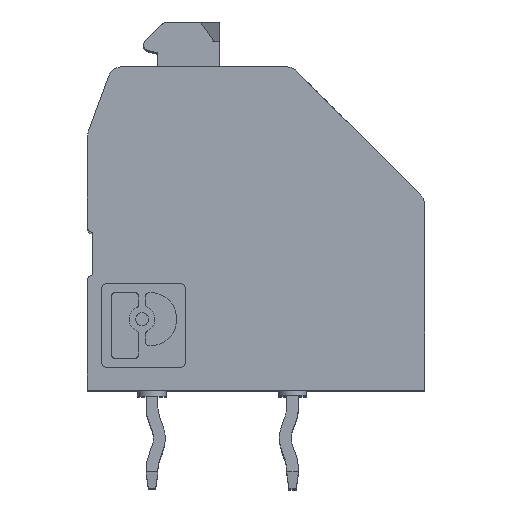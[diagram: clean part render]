
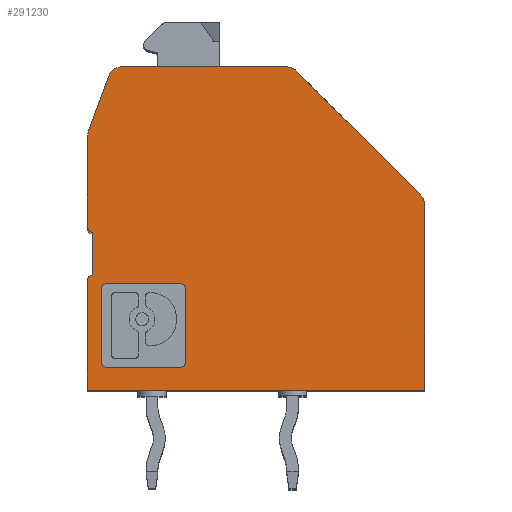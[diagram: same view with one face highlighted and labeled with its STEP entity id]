
A CAD part, top view. The second image highlights one B-rep face of the part: STEP entity #291230.
In plain terms, the highlighted planar face has unit normal (0, 0, 1).
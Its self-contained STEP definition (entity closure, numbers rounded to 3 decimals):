
#9870=CARTESIAN_POINT('',(11.439,0.,23.93));
#9880=DIRECTION('',(0.,0.,1.));
#9890=DIRECTION('',(1.,0.,0.));
#9900=AXIS2_PLACEMENT_3D('',#9870,#9880,#9890);
#9910=PLANE('',#9900);
#95540=CARTESIAN_POINT('',(0.,11.5,23.93));
#95550=DIRECTION('',(1.,0.,0.));
#95560=VECTOR('',#95550,1.);
#95570=LINE('',#95540,#95560);
#95580=CARTESIAN_POINT('',(1.224,11.5,23.93));
#95590=VERTEX_POINT('',#95580);
#95600=CARTESIAN_POINT('',(7.093,11.5,23.93));
#95610=VERTEX_POINT('',#95600);
#95620=EDGE_CURVE('',#95590,#95610,#95570,.T.);
#137540=CARTESIAN_POINT('',(7.446,11.354,23.93));
#137550=VERTEX_POINT('',#137540);
#137580=CARTESIAN_POINT('',(7.093,11.,23.93));
#137590=DIRECTION('',(0.,0.,-1.));
#137600=DIRECTION('',(-1.,0.,0.));
#137610=AXIS2_PLACEMENT_3D('',#137580,#137590,#137600);
#137620=CIRCLE('',#137610,0.5);
#137630=EDGE_CURVE('',#95610,#137550,#137620,.T.);
#137810=CARTESIAN_POINT('',(11.5,6.593,23.93));
#137820=DIRECTION('',(0.,0.,1.));
#137830=DIRECTION('',(1.,0.,0.));
#137840=AXIS2_PLACEMENT_3D('',#137810,#137820,#137830);
#137850=CIRCLE('',#137840,0.5);
#137860=CARTESIAN_POINT('',(12.,6.593,23.93));
#137870=VERTEX_POINT('',#137860);
#137880=CARTESIAN_POINT('',(11.854,6.946,23.93));
#137890=VERTEX_POINT('',#137880);
#137900=EDGE_CURVE('',#137870,#137890,#137850,.T.);
#138610=CARTESIAN_POINT('',(0.2,5.8,23.93));
#138620=DIRECTION('',(0.,0.,-1.));
#138630=DIRECTION('',(-1.,0.,0.));
#138640=AXIS2_PLACEMENT_3D('',#138610,#138620,#138630);
#138650=CIRCLE('',#138640,0.2);
#138660=CARTESIAN_POINT('',(0.2,5.6,23.93));
#138670=VERTEX_POINT('',#138660);
#138680=CARTESIAN_POINT('',(0.,5.8,23.93));
#138690=VERTEX_POINT('',#138680);
#138700=EDGE_CURVE('',#138670,#138690,#138650,.T.);
#139780=CARTESIAN_POINT('',(12.,0.,23.93));
#139790=VERTEX_POINT('',#139780);
#140260=CARTESIAN_POINT('',(0.,0.,23.93));
#140270=VERTEX_POINT('',#140260);
#140300=CARTESIAN_POINT('',(0.,0.,23.93));
#140310=DIRECTION('',(-1.,0.,0.));
#140320=VECTOR('',#140310,1.);
#140330=LINE('',#140300,#140320);
#140340=EDGE_CURVE('',#139790,#140270,#140330,.T.);
#152580=CARTESIAN_POINT('',(0.,0.,23.93));
#152590=DIRECTION('',(0.,1.,0.));
#152600=VECTOR('',#152590,1.);
#152610=LINE('',#152580,#152600);
#152620=CARTESIAN_POINT('',(0.,3.9,23.93));
#152630=VERTEX_POINT('',#152620);
#152640=EDGE_CURVE('',#140270,#152630,#152610,.T.);
#201380=CARTESIAN_POINT('',(12.,0.,23.93));
#201390=DIRECTION('',(0.,-1.,0.));
#201400=VECTOR('',#201390,1.);
#201410=LINE('',#201380,#201400);
#201420=EDGE_CURVE('',#137870,#139790,#201410,.T.);
#214600=CARTESIAN_POINT('',(0.2,3.9,23.93));
#214610=DIRECTION('',(0.,0.,1.));
#214620=DIRECTION('',(1.,0.,0.));
#214630=AXIS2_PLACEMENT_3D('',#214600,#214610,#214620);
#214640=CIRCLE('',#214630,0.2);
#214650=CARTESIAN_POINT('',(0.2,4.1,23.93));
#214660=VERTEX_POINT('',#214650);
#214670=EDGE_CURVE('',#214660,#152630,#214640,.T.);
#216570=CARTESIAN_POINT('',(0.,18.8,23.93));
#216580=DIRECTION('',(0.707,-0.707,0.));
#216590=VECTOR('',#216580,1.);
#216600=LINE('',#216570,#216590);
#216610=EDGE_CURVE('',#137550,#137890,#216600,.T.);
#290040=ORIENTED_EDGE('',*,*,#152640,.F.);
#290050=ORIENTED_EDGE('',*,*,#214670,.T.);
#290060=CARTESIAN_POINT('',(0.2,0.,23.93));
#290070=DIRECTION('',(0.,1.,0.));
#290080=VECTOR('',#290070,1.);
#290090=LINE('',#290060,#290080);
#290100=EDGE_CURVE('',#214660,#138670,#290090,.T.);
#290110=ORIENTED_EDGE('',*,*,#290100,.F.);
#290120=ORIENTED_EDGE('',*,*,#138700,.F.);
#290130=CARTESIAN_POINT('',(0.,0.,23.93));
#290140=DIRECTION('',(0.,1.,0.));
#290150=VECTOR('',#290140,1.);
#290160=LINE('',#290130,#290150);
#290170=CARTESIAN_POINT('',(0.,9.012,23.93));
#290180=VERTEX_POINT('',#290170);
#290190=EDGE_CURVE('',#138690,#290180,#290160,.T.);
#290200=ORIENTED_EDGE('',*,*,#290190,.F.);
#290210=CARTESIAN_POINT('',(0.5,9.012,23.93));
#290220=DIRECTION('',(0.,0.,1.));
#290230=DIRECTION('',(1.,0.,0.));
#290240=AXIS2_PLACEMENT_3D('',#290210,#290220,#290230);
#290250=CIRCLE('',#290240,0.5);
#290260=CARTESIAN_POINT('',(0.03,9.183,23.93));
#290270=VERTEX_POINT('',#290260);
#290280=EDGE_CURVE('',#290270,#290180,#290250,.T.);
#290290=ORIENTED_EDGE('',*,*,#290280,.T.);
#290300=CARTESIAN_POINT('',(-3.312,0.,23.93));
#290310=DIRECTION('',(0.342,0.94,0.));
#290320=VECTOR('',#290310,1.);
#290330=LINE('',#290300,#290320);
#290340=CARTESIAN_POINT('',(0.754,11.171,23.93));
#290350=VERTEX_POINT('',#290340);
#290360=EDGE_CURVE('',#290270,#290350,#290330,.T.);
#290370=ORIENTED_EDGE('',*,*,#290360,.F.);
#290380=CARTESIAN_POINT('',(1.224,11.,23.93));
#290390=DIRECTION('',(0.,0.,1.));
#290400=DIRECTION('',(1.,0.,0.));
#290410=AXIS2_PLACEMENT_3D('',#290380,#290390,#290400);
#290420=CIRCLE('',#290410,0.5);
#290430=EDGE_CURVE('',#95590,#290350,#290420,.T.);
#290440=ORIENTED_EDGE('',*,*,#290430,.T.);
#290450=ORIENTED_EDGE('',*,*,#95620,.F.);
#290460=ORIENTED_EDGE('',*,*,#137630,.F.);
#290470=ORIENTED_EDGE('',*,*,#216610,.F.);
#290480=ORIENTED_EDGE('',*,*,#137900,.T.);
#290490=ORIENTED_EDGE('',*,*,#201420,.F.);
#290500=ORIENTED_EDGE('',*,*,#140340,.F.);
#290510=EDGE_LOOP('',(#290500,#290490,#290480,#290470,#290460,#290450,
#290440,#290370,#290290,#290200,#290120,#290110,#290050,#290040));
#290520=FACE_OUTER_BOUND('',#290510,.T.);
#290530=CARTESIAN_POINT('',(0.,0.8,23.93));
#290540=DIRECTION('',(1.,0.,0.));
#290550=VECTOR('',#290540,1.);
#290560=LINE('',#290530,#290550);
#290570=CARTESIAN_POINT('',(0.711,0.8,23.93));
#290580=VERTEX_POINT('',#290570);
#290590=CARTESIAN_POINT('',(3.289,0.8,23.93));
#290600=VERTEX_POINT('',#290590);
#290610=EDGE_CURVE('',#290580,#290600,#290560,.T.);
#290620=ORIENTED_EDGE('',*,*,#290610,.F.);
#290630=CARTESIAN_POINT('',(3.289,1.011,23.93));
#290640=DIRECTION('',(0.,0.,1.));
#290650=DIRECTION('',(1.,0.,0.));
#290660=AXIS2_PLACEMENT_3D('',#290630,#290640,#290650);
#290670=CIRCLE('',#290660,0.211);
#290680=CARTESIAN_POINT('',(3.5,1.011,23.93));
#290690=VERTEX_POINT('',#290680);
#290700=EDGE_CURVE('',#290600,#290690,#290670,.T.);
#290710=ORIENTED_EDGE('',*,*,#290700,.F.);
#290720=CARTESIAN_POINT('',(3.5,0.,23.93));
#290730=DIRECTION('',(0.,1.,0.));
#290740=VECTOR('',#290730,1.);
#290750=LINE('',#290720,#290740);
#290760=CARTESIAN_POINT('',(3.5,3.589,23.93));
#290770=VERTEX_POINT('',#290760);
#290780=EDGE_CURVE('',#290690,#290770,#290750,.T.);
#290790=ORIENTED_EDGE('',*,*,#290780,.F.);
#290800=CARTESIAN_POINT('',(3.289,3.589,23.93));
#290810=DIRECTION('',(0.,0.,1.));
#290820=DIRECTION('',(1.,0.,0.));
#290830=AXIS2_PLACEMENT_3D('',#290800,#290810,#290820);
#290840=CIRCLE('',#290830,0.211);
#290850=CARTESIAN_POINT('',(3.289,3.8,23.93));
#290860=VERTEX_POINT('',#290850);
#290870=EDGE_CURVE('',#290770,#290860,#290840,.T.);
#290880=ORIENTED_EDGE('',*,*,#290870,.F.);
#290890=CARTESIAN_POINT('',(0.,3.8,23.93));
#290900=DIRECTION('',(-1.,0.,0.));
#290910=VECTOR('',#290900,1.);
#290920=LINE('',#290890,#290910);
#290930=CARTESIAN_POINT('',(0.711,3.8,23.93));
#290940=VERTEX_POINT('',#290930);
#290950=EDGE_CURVE('',#290860,#290940,#290920,.T.);
#290960=ORIENTED_EDGE('',*,*,#290950,.F.);
#290970=CARTESIAN_POINT('',(0.711,3.589,23.93));
#290980=DIRECTION('',(0.,0.,1.));
#290990=DIRECTION('',(1.,0.,0.));
#291000=AXIS2_PLACEMENT_3D('',#290970,#290980,#290990);
#291010=CIRCLE('',#291000,0.211);
#291020=CARTESIAN_POINT('',(0.5,3.589,23.93));
#291030=VERTEX_POINT('',#291020);
#291040=EDGE_CURVE('',#290940,#291030,#291010,.T.);
#291050=ORIENTED_EDGE('',*,*,#291040,.F.);
#291060=CARTESIAN_POINT('',(0.5,0.,23.93));
#291070=DIRECTION('',(0.,-1.,0.));
#291080=VECTOR('',#291070,1.);
#291090=LINE('',#291060,#291080);
#291100=CARTESIAN_POINT('',(0.5,1.011,23.93));
#291110=VERTEX_POINT('',#291100);
#291120=EDGE_CURVE('',#291030,#291110,#291090,.T.);
#291130=ORIENTED_EDGE('',*,*,#291120,.F.);
#291140=CARTESIAN_POINT('',(0.711,1.011,23.93));
#291150=DIRECTION('',(0.,0.,1.));
#291160=DIRECTION('',(1.,0.,0.));
#291170=AXIS2_PLACEMENT_3D('',#291140,#291150,#291160);
#291180=CIRCLE('',#291170,0.211);
#291190=EDGE_CURVE('',#291110,#290580,#291180,.T.);
#291200=ORIENTED_EDGE('',*,*,#291190,.F.);
#291210=EDGE_LOOP('',(#291200,#291130,#291050,#290960,#290880,#290790,
#290710,#290620));
#291220=FACE_BOUND('',#291210,.T.);
#291230=ADVANCED_FACE('',(#290520,#291220),#9910,.T.);
